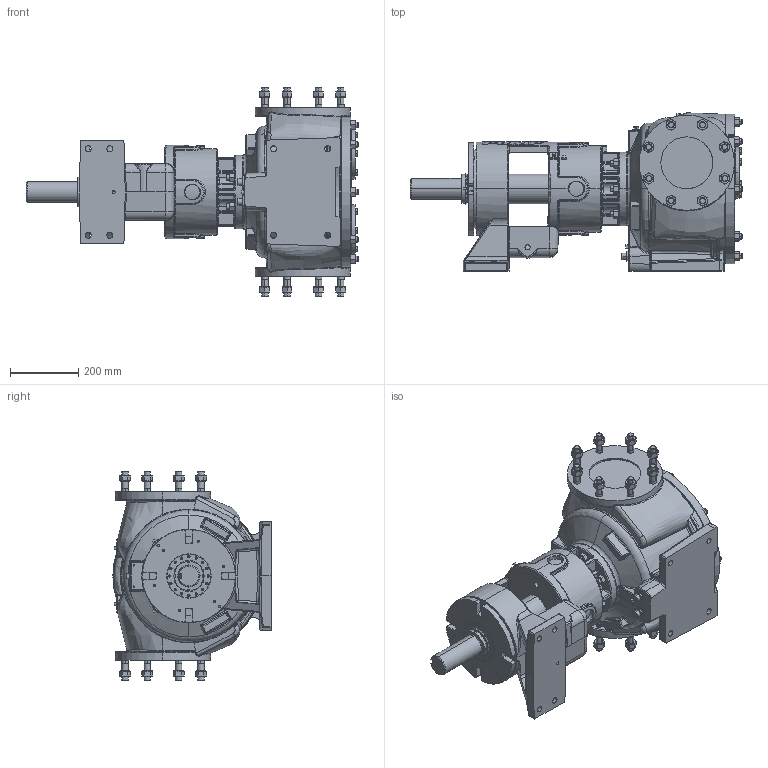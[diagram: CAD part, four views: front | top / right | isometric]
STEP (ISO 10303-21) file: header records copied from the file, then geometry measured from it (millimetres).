
FILE_DESCRIPTION (( 'STEP AP214' ), '1' );
FILE_NAME ('N324E.STEP', '2018-02-26T15:36:51', ( '' ), ( '' ), 'SwSTEP 2.0', 'SolidWorks 2017', '' );
FILE_SCHEMA (( 'AUTOMOTIVE_DESIGN' ));
Length unit declared in the file: inch
Products named in the file (2): N324E
Bounding box: 974.85 x 464.53 x 615.7 mm (x, y, z)
Volume: 71482364.1 mm3; surface area: 2036136.7 mm2
Topology: 1 solids, 1 shells, 3371 faces, 8105 edges, 4859 vertices
Faces by surface type: plane 930, cone 901, cylinder 718, bspline 633, torus 95, sphere 94
Entity records: 205386 total; most frequent: CARTESIAN_POINT 107501, ORIENTED_EDGE 16036, DIRECTION 13101, EDGE_CURVE 8018, AXIS2_PLACEMENT_3D 5471, VERTEX_POINT 4859, EDGE_LOOP 3655, FACE_OUTER_BOUND 3371
